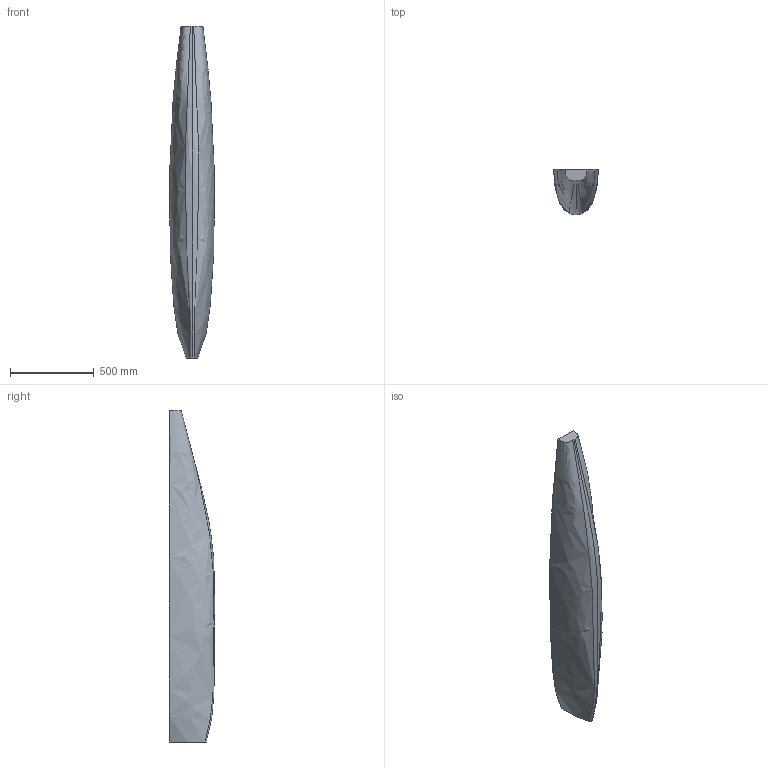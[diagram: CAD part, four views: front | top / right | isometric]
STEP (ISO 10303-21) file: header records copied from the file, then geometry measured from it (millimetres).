
FILE_DESCRIPTION (( 'STEP AP214' ), '1' );
FILE_NAME ('hull_5.STEP', '2013-02-10T02:08:44', ( '' ), ( '' ), 'SwSTEP 2.0', 'SolidWorks 2012', '' );
FILE_SCHEMA (( 'AUTOMOTIVE_DESIGN' ));
Length unit declared in the file: centimetre
Products named in the file (1): hull_5
Bounding box: 267.05 x 269.95 x 1980 mm (x, y, z)
Volume: 79585842.2 mm3; surface area: 1557979.6 mm2
Topology: 1 solids, 1 shells, 7 faces, 15 edges, 10 vertices
Faces by surface type: bspline 4, plane 3
Entity records: 1248 total; most frequent: CARTESIAN_POINT 1096, ORIENTED_EDGE 30, EDGE_CURVE 15, B_SPLINE_CURVE_WITH_KNOTS 13, VERTEX_POINT 10, DIRECTION 10, EDGE_LOOP 7, FACE_OUTER_BOUND 7
